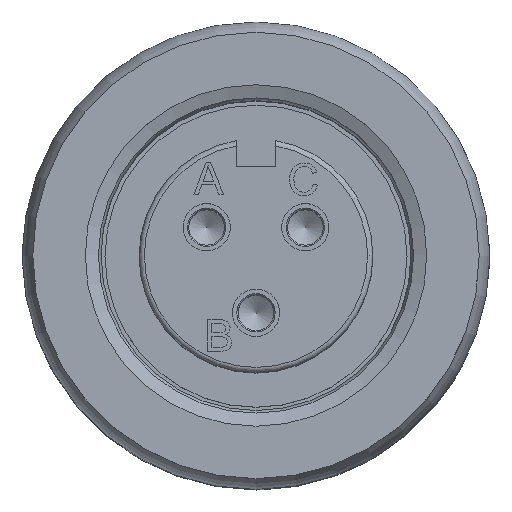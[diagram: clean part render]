
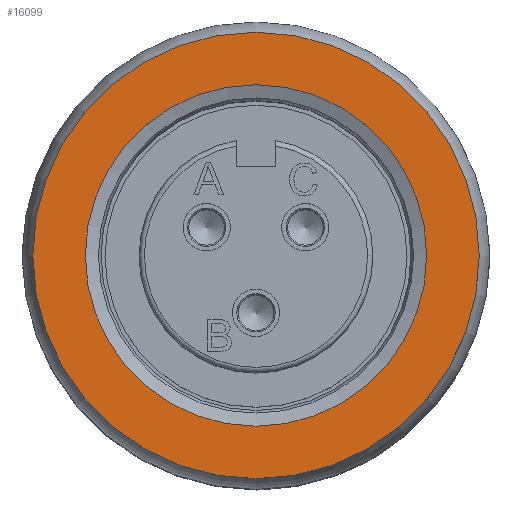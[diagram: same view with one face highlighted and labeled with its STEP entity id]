
A CAD part, top view. The second image highlights one B-rep face of the part: STEP entity #16099.
In plain terms, the highlighted planar face has unit normal (0, 0, 1).
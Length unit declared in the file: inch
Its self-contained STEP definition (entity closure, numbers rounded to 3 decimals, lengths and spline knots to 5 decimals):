
#2387=PLANE('',#18120);
#2518=FACE_BOUND('',#4769,.T.);
#3578=FACE_OUTER_BOUND('',#4768,.T.);
#4768=EDGE_LOOP('',(#13570));
#4769=EDGE_LOOP('',(#13571));
#5782=CIRCLE('',#18111,0.325);
#5786=CIRCLE('',#18121,0.425);
#6995=VERTEX_POINT('',#33505);
#6999=VERTEX_POINT('',#33519);
#9130=EDGE_CURVE('',#6995,#6995,#5782,.T.);
#9134=EDGE_CURVE('',#6999,#6999,#5786,.T.);
#13570=ORIENTED_EDGE('',*,*,#9134,.F.);
#13571=ORIENTED_EDGE('',*,*,#9130,.T.);
#16099=ADVANCED_FACE('',(#3578,#2518),#2387,.T.);
#18111=AXIS2_PLACEMENT_3D('',#33506,#22748,#22749);
#18120=AXIS2_PLACEMENT_3D('',#33518,#22766,#22767);
#18121=AXIS2_PLACEMENT_3D('',#33520,#22768,#22769);
#22748=DIRECTION('center_axis',(0.,0.,
-1.));
#22749=DIRECTION('ref_axis',(0.,-1.,0.));
#22766=DIRECTION('center_axis',(0.,0.,
1.));
#22767=DIRECTION('ref_axis',(-1.,0.,0.));
#22768=DIRECTION('center_axis',(0.,0.,
-1.));
#22769=DIRECTION('ref_axis',(0.,-1.,0.));
#33505=CARTESIAN_POINT('',(0.,-0.325,0.297));
#33506=CARTESIAN_POINT('Origin',(0.,0.,
0.297));
#33518=CARTESIAN_POINT('Origin',(0.,-0.2125,0.297));
#33519=CARTESIAN_POINT('',(0.,-0.425,0.297));
#33520=CARTESIAN_POINT('Origin',(0.,0.,
0.297));
